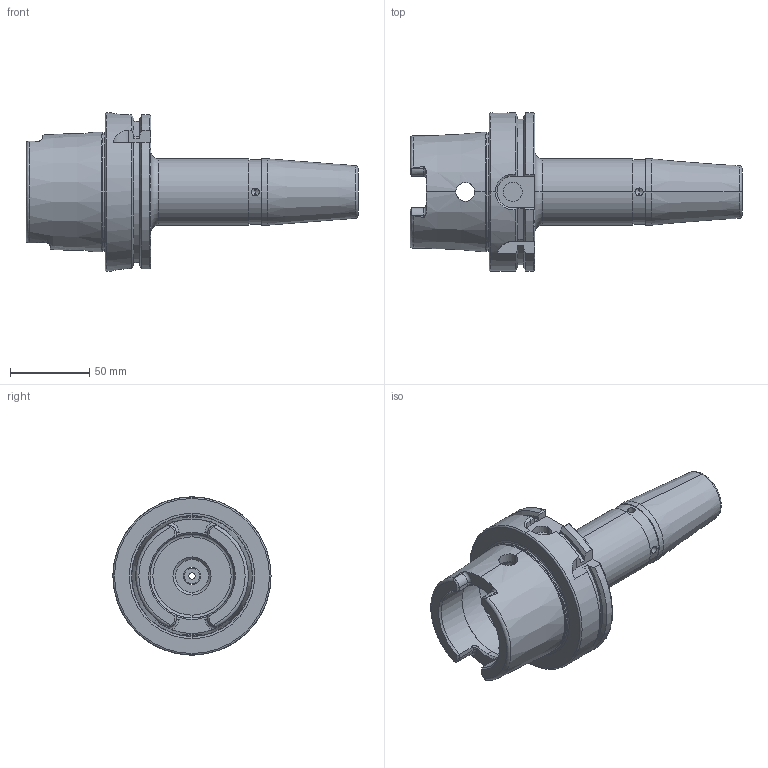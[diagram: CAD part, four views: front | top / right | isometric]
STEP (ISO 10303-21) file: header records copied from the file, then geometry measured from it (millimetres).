
FILE_DESCRIPTION (( 'STEP AP203' ), '1' );
FILE_NAME ('91100A-SR18160.STEP', '2023-04-19T03:59:07', ( '' ), ( '' ), 'SwSTEP 2.0', 'SolidWorks 2018', '' );
FILE_SCHEMA (( 'CONFIG_CONTROL_DESIGN' ));
Length unit declared in the file: millimetre
Products named in the file (4): SCWM12X1X20-FLAT; HSKA100SFC18160WW; 91100A-SR18160
Assembly tree (3 placements, depth 3):
  91100A-SR18160
    HSKA100SFC18160WW
      HSKA100SFC18160WW
      SCWM12X1X20-FLAT
Bounding box: 210 x 100 x 100 mm (x, y, z)
Volume: 399974.6 mm3; surface area: 72771.5 mm2
Topology: 2 solids, 2 shells, 216 faces, 533 edges, 321 vertices
Faces by surface type: cylinder 69, plane 59, cone 47, torus 31, bspline 10
Entity records: 8235 total; most frequent: CARTESIAN_POINT 2897, ORIENTED_EDGE 1046, DIRECTION 1023, EDGE_CURVE 523, AXIS2_PLACEMENT_3D 419, VERTEX_POINT 321, EDGE_LOOP 234, ADVANCED_FACE 216
